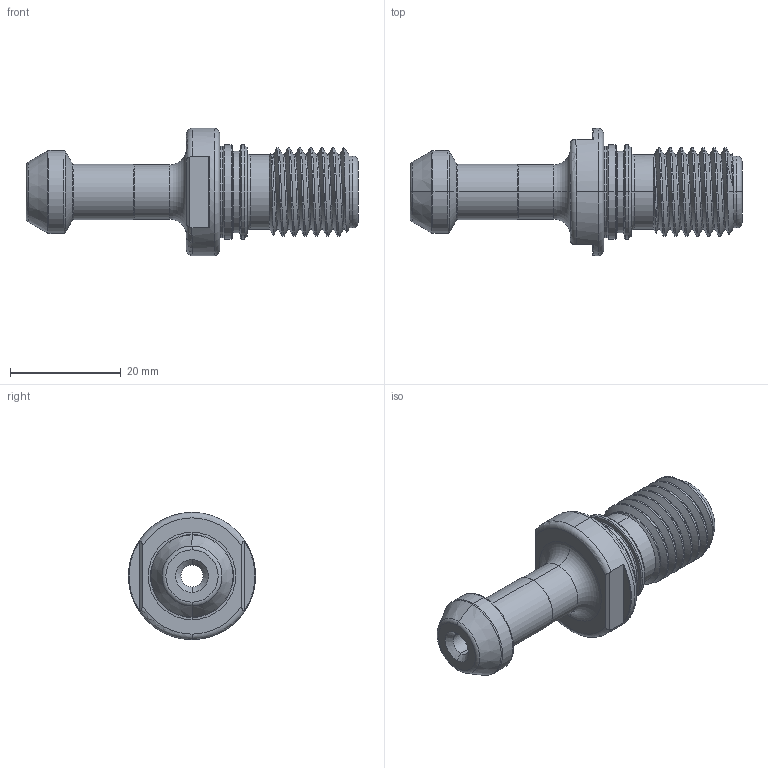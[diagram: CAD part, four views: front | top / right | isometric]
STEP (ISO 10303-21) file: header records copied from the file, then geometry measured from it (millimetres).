
FILE_DESCRIPTION (( 'STEP AP203' ), '1' );
FILE_NAME ('406.20.60.STEP', '2020-04-03T00:47:25', ( 'User' ), ( 'China' ), 'SwSTEP 2.0', 'SolidWorks 2016', '' );
FILE_SCHEMA (( 'CONFIG_CONTROL_DESIGN' ));
Length unit declared in the file: millimetre
Products named in the file (1): 406.20.60
Bounding box: 60 x 23 x 23 mm (x, y, z)
Volume: 8684 mm3; surface area: 4672.2 mm2
Topology: 1 solids, 1 shells, 106 faces, 242 edges, 144 vertices
Faces by surface type: cylinder 36, torus 31, cone 21, plane 15, bspline 3
Entity records: 5103 total; most frequent: CARTESIAN_POINT 2695, DIRECTION 518, ORIENTED_EDGE 484, EDGE_CURVE 242, AXIS2_PLACEMENT_3D 226, VERTEX_POINT 144, CIRCLE 122, EDGE_LOOP 114
